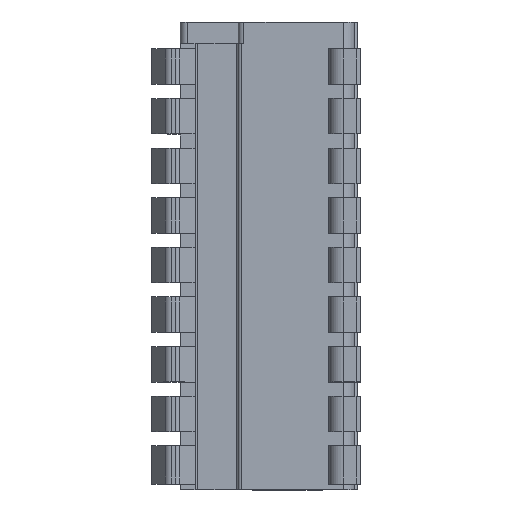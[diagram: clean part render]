
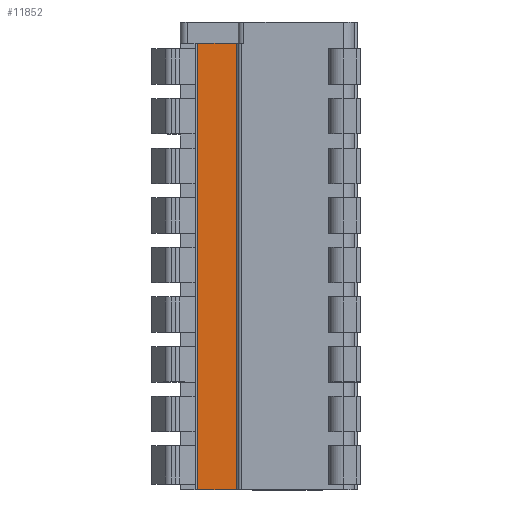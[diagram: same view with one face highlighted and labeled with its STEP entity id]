
A CAD part, top view. The second image highlights one B-rep face of the part: STEP entity #11852.
In plain terms, the highlighted planar face has unit normal (0, 0, 1).
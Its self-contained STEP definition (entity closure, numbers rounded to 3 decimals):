
#36=DIRECTION('',(1.,0.,0.));
#37=VECTOR('',#36,2.7);
#38=CARTESIAN_POINT('',(-4.12,0.,2.73));
#39=LINE('',#38,#37);
#1298=DIRECTION('',(1.,0.,0.));
#1299=VECTOR('',#1298,2.7);
#1300=CARTESIAN_POINT('',(-4.12,-31.5,2.73));
#1301=LINE('',#1300,#1299);
#4041=DIRECTION('',(0.,-1.,0.));
#4042=VECTOR('',#4041,31.5);
#4043=CARTESIAN_POINT('',(-4.12,0.,2.73));
#4044=LINE('',#4043,#4042);
#4045=DIRECTION('',(0.,-1.,0.));
#4046=VECTOR('',#4045,31.5);
#4047=CARTESIAN_POINT('',(-1.42,0.,2.73));
#4048=LINE('',#4047,#4046);
#5293=CARTESIAN_POINT('',(-4.12,0.,2.73));
#5294=VERTEX_POINT('',#5293);
#5295=CARTESIAN_POINT('',(-1.42,0.,2.73));
#5296=VERTEX_POINT('',#5295);
#5331=CARTESIAN_POINT('',(-4.12,-31.5,2.73));
#5332=VERTEX_POINT('',#5331);
#5333=CARTESIAN_POINT('',(-1.42,-31.5,2.73));
#5334=VERTEX_POINT('',#5333);
#11840=CARTESIAN_POINT('',(-4.12,0.,2.73));
#11841=DIRECTION('',(0.,0.,1.));
#11842=DIRECTION('',(1.,0.,0.));
#11843=AXIS2_PLACEMENT_3D('',#11840,#11841,#11842);
#11844=PLANE('',#11843);
#11845=ORIENTED_EDGE('',*,*,#6874,.T.);
#11847=ORIENTED_EDGE('',*,*,#11846,.T.);
#11848=ORIENTED_EDGE('',*,*,#7926,.F.);
#11849=ORIENTED_EDGE('',*,*,#11833,.F.);
#11850=EDGE_LOOP('',(#11845,#11847,#11848,#11849));
#11851=FACE_OUTER_BOUND('',#11850,.F.);
#11852=ADVANCED_FACE('',(#11851),#11844,.T.);
#6874=EDGE_CURVE('',#5294,#5296,#39,.T.);
#7926=EDGE_CURVE('',#5332,#5334,#1301,.T.);
#11833=EDGE_CURVE('',#5294,#5332,#4044,.T.);
#11846=EDGE_CURVE('',#5296,#5334,#4048,.T.);
